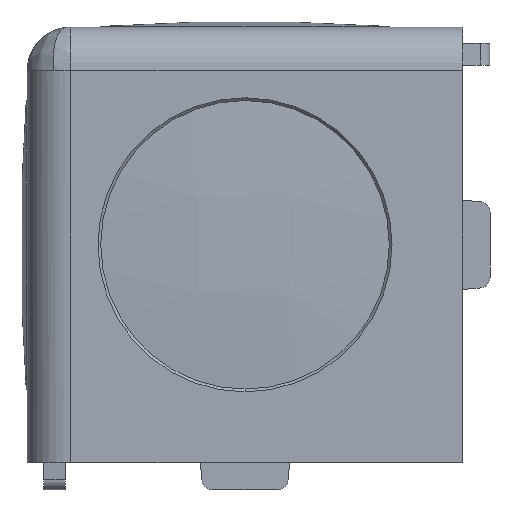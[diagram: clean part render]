
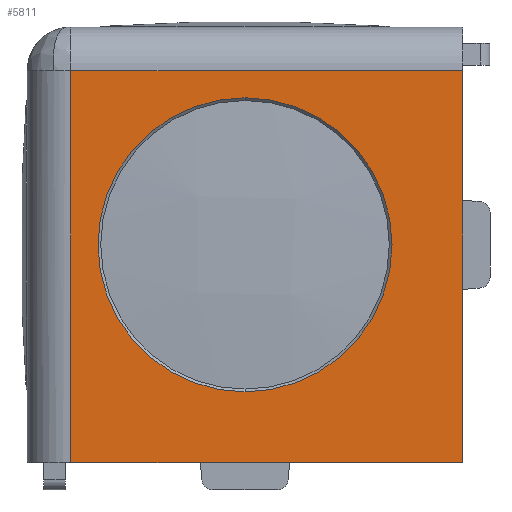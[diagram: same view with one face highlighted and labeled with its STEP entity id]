
A CAD part, front view. The second image highlights one B-rep face of the part: STEP entity #5811.
In plain terms, the highlighted planar face has unit normal (0, -1, 0).
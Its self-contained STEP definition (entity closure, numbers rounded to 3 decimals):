
#154 = CARTESIAN_POINT ( 'NONE',  ( -20., -20., 20. ) ) ;
#313 = VERTEX_POINT ( 'NONE', #10219 ) ;
#745 = VERTEX_POINT ( 'NONE', #6445 ) ;
#863 = LINE ( 'NONE', #7373, #3379 ) ;
#883 = VECTOR ( 'NONE', #7917, 1000. ) ;
#1068 = CARTESIAN_POINT ( 'NONE',  ( -20., -20., 16. ) ) ;
#1257 = DIRECTION ( 'NONE',  ( 0., 0., 1. ) ) ;
#1459 = CARTESIAN_POINT ( 'NONE',  ( -20., -20., -20. ) ) ;
#2040 = CARTESIAN_POINT ( 'NONE',  ( -16., -20., -20. ) ) ;
#2093 = DIRECTION ( 'NONE',  ( 0., -1., 0. ) ) ;
#2289 = PLANE ( 'NONE',  #6015 ) ;
#2533 = CARTESIAN_POINT ( 'NONE',  ( 0., -20., 0. ) ) ;
#2920 = CIRCLE ( 'NONE', #4125, 13.5 ) ;
#3379 = VECTOR ( 'NONE', #8434, 1000. ) ;
#3636 = DIRECTION ( 'NONE',  ( 0., 0., -1. ) ) ;
#3716 = FACE_BOUND ( 'NONE', #8726, .T. ) ;
#3809 = VERTEX_POINT ( 'NONE', #2040 ) ;
#4115 = LINE ( 'NONE', #1459, #883 ) ;
#4125 = AXIS2_PLACEMENT_3D ( 'NONE', #2533, #10073, #3636 ) ;
#4360 = EDGE_CURVE ( 'NONE', #313, #13654, #7500, .T. ) ;
#4436 = DIRECTION ( 'NONE',  ( 0., 0., 1. ) ) ;
#4957 = VECTOR ( 'NONE', #4436, 1000. ) ;
#5339 = ORIENTED_EDGE ( 'NONE', *, *, #13912, .F. ) ;
#5536 = VERTEX_POINT ( 'NONE', #13437 ) ;
#5811 = ADVANCED_FACE ( 'NONE', ( #6607, #3716 ), #2289, .F. ) ;
#6015 = AXIS2_PLACEMENT_3D ( 'NONE', #154, #7723, #1257 ) ;
#6445 = CARTESIAN_POINT ( 'NONE',  ( 0., -20., 13.5 ) ) ;
#6469 = DIRECTION ( 'NONE',  ( 1., 0., 0. ) ) ;
#6607 = FACE_OUTER_BOUND ( 'NONE', #10936, .T. ) ;
#6777 = EDGE_CURVE ( 'NONE', #745, #13587, #2920, .T. ) ;
#6944 = ORIENTED_EDGE ( 'NONE', *, *, #7494, .F. ) ;
#7080 = ORIENTED_EDGE ( 'NONE', *, *, #8389, .T. ) ;
#7155 = VECTOR ( 'NONE', #6469, 1000. ) ;
#7180 = ORIENTED_EDGE ( 'NONE', *, *, #4360, .F. ) ;
#7281 = CARTESIAN_POINT ( 'NONE',  ( 0., -20., -13.5 ) ) ;
#7373 = CARTESIAN_POINT ( 'NONE',  ( -16., -20., 20. ) ) ;
#7494 = EDGE_CURVE ( 'NONE', #13587, #745, #13816, .T. ) ;
#7500 = LINE ( 'NONE', #1068, #7155 ) ;
#7631 = ORIENTED_EDGE ( 'NONE', *, *, #6777, .F. ) ;
#7723 = DIRECTION ( 'NONE',  ( 0., 1., 0. ) ) ;
#7917 = DIRECTION ( 'NONE',  ( 1., 0., 0. ) ) ;
#8145 = EDGE_CURVE ( 'NONE', #3809, #5536, #4115, .T. ) ;
#8389 = EDGE_CURVE ( 'NONE', #5536, #13654, #13125, .T. ) ;
#8434 = DIRECTION ( 'NONE',  ( 0., 0., 1. ) ) ;
#8553 = CARTESIAN_POINT ( 'NONE',  ( 0., -20., 0. ) ) ;
#8726 = EDGE_LOOP ( 'NONE', ( #6944, #7631 ) ) ;
#9639 = DIRECTION ( 'NONE',  ( 0., 0., -1. ) ) ;
#10073 = DIRECTION ( 'NONE',  ( 0., -1., 0. ) ) ;
#10219 = CARTESIAN_POINT ( 'NONE',  ( -16., -20., 16. ) ) ;
#10523 = ORIENTED_EDGE ( 'NONE', *, *, #8145, .T. ) ;
#10549 = CARTESIAN_POINT ( 'NONE',  ( 20., -20., 16. ) ) ;
#10853 = CARTESIAN_POINT ( 'NONE',  ( 20., -20., 20. ) ) ;
#10936 = EDGE_LOOP ( 'NONE', ( #7180, #5339, #10523, #7080 ) ) ;
#11388 = AXIS2_PLACEMENT_3D ( 'NONE', #8553, #2093, #9639 ) ;
#13125 = LINE ( 'NONE', #10853, #4957 ) ;
#13437 = CARTESIAN_POINT ( 'NONE',  ( 20., -20., -20. ) ) ;
#13587 = VERTEX_POINT ( 'NONE', #7281 ) ;
#13654 = VERTEX_POINT ( 'NONE', #10549 ) ;
#13816 = CIRCLE ( 'NONE', #11388, 13.5 ) ;
#13912 = EDGE_CURVE ( 'NONE', #3809, #313, #863, .T. ) ;
